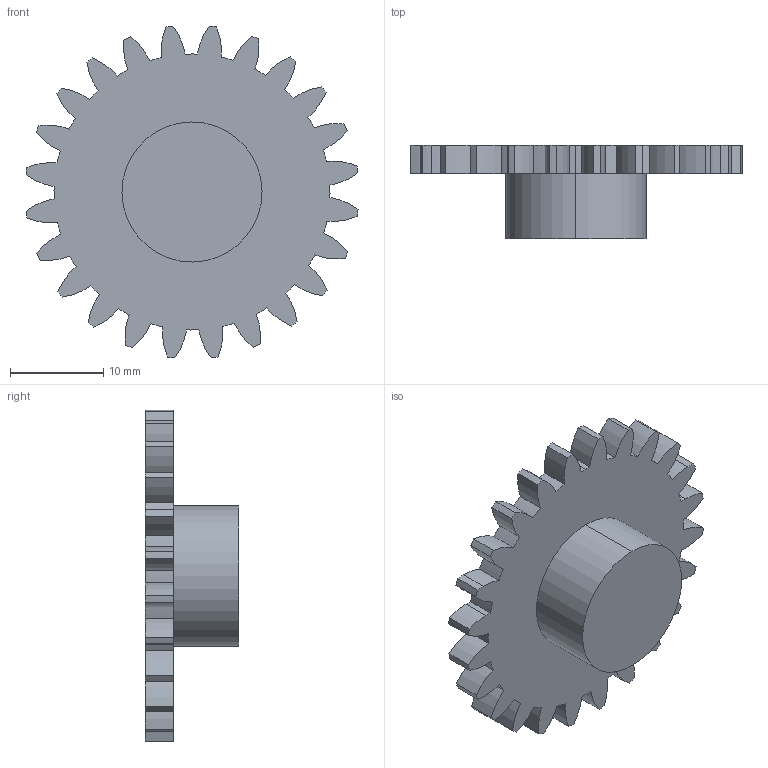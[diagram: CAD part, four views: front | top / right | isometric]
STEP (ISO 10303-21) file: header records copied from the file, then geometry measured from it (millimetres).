
FILE_DESCRIPTION (( 'STEP AP203' ), '1' );
FILE_NAME ('Shaft Gear_Default_sldprt.STEP', '2018-08-27T18:23:27', ( '' ), ( '' ), 'SwSTEP 2.0', 'SolidWorks 2014', '' );
FILE_SCHEMA (( 'CONFIG_CONTROL_DESIGN' ));
Length unit declared in the file: millimetre
Products named in the file (1): Shaft Gear_Default_sldprt
Bounding box: 35.56 x 10 x 35.56 mm (x, y, z)
Surface area: 2844.1 mm2 (no closed solid volume)
Topology: 0 solids, 1 shells, 109 faces, 315 edges, 210 vertices
Faces by surface type: cylinder 105, plane 4
Entity records: 3796 total; most frequent: DIRECTION 745, CARTESIAN_POINT 635, ORIENTED_EDGE 630, AXIS2_PLACEMENT_3D 320, EDGE_CURVE 315, VERTEX_POINT 210, CIRCLE 210, EDGE_LOOP 111
